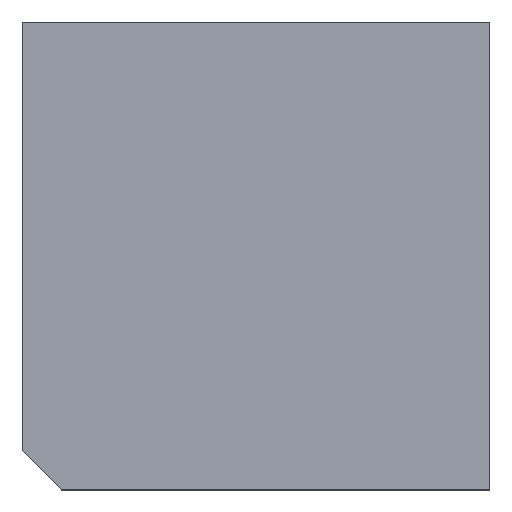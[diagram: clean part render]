
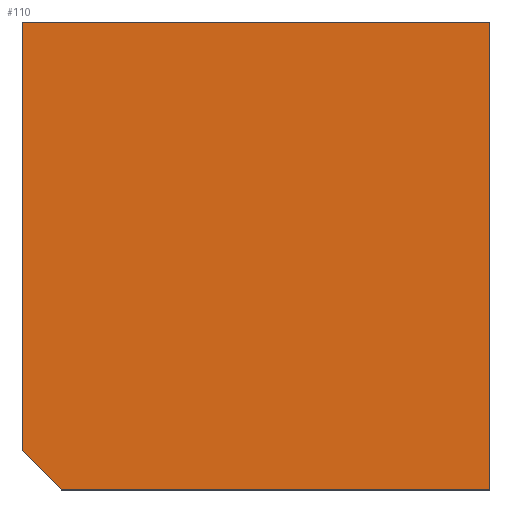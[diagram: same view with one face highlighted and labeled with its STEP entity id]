
A CAD part, top view. The second image highlights one B-rep face of the part: STEP entity #110.
In plain terms, the highlighted planar face has unit normal (0, 0, 1).
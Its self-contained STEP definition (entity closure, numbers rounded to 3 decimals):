
#46 = VERTEX_POINT('',#47);
#47 = CARTESIAN_POINT('',(-14.73,-12.23,1.5));
#62 = VERTEX_POINT('',#63);
#63 = CARTESIAN_POINT('',(-14.73,14.73,1.5));
#69 = EDGE_CURVE('',#46,#62,#70,.T.);
#70 = LINE('',#71,#72);
#71 = CARTESIAN_POINT('',(-14.73,-14.73,1.5));
#72 = VECTOR('',#73,1.);
#73 = DIRECTION('',(-0.,1.,0.));
#84 = EDGE_CURVE('',#46,#85,#87,.T.);
#85 = VERTEX_POINT('',#86);
#86 = CARTESIAN_POINT('',(-12.23,-14.73,1.5));
#87 = LINE('',#88,#89);
#88 = CARTESIAN_POINT('',(-14.73,-12.23,1.5));
#89 = VECTOR('',#90,1.);
#90 = DIRECTION('',(0.707,-0.707,0.));
#110 = ADVANCED_FACE('',(#111),#137,.T.);
#111 = FACE_BOUND('',#112,.T.);
#112 = EDGE_LOOP('',(#113,#114,#115,#123,#131));
#113 = ORIENTED_EDGE('',*,*,#69,.F.);
#114 = ORIENTED_EDGE('',*,*,#84,.T.);
#115 = ORIENTED_EDGE('',*,*,#116,.T.);
#116 = EDGE_CURVE('',#85,#117,#119,.T.);
#117 = VERTEX_POINT('',#118);
#118 = CARTESIAN_POINT('',(14.73,-14.73,1.5));
#119 = LINE('',#120,#121);
#120 = CARTESIAN_POINT('',(-14.73,-14.73,1.5));
#121 = VECTOR('',#122,1.);
#122 = DIRECTION('',(1.,0.,-0.));
#123 = ORIENTED_EDGE('',*,*,#124,.T.);
#124 = EDGE_CURVE('',#117,#125,#127,.T.);
#125 = VERTEX_POINT('',#126);
#126 = CARTESIAN_POINT('',(14.73,14.73,1.5));
#127 = LINE('',#128,#129);
#128 = CARTESIAN_POINT('',(14.73,-14.73,1.5));
#129 = VECTOR('',#130,1.);
#130 = DIRECTION('',(-0.,1.,0.));
#131 = ORIENTED_EDGE('',*,*,#132,.F.);
#132 = EDGE_CURVE('',#62,#125,#133,.T.);
#133 = LINE('',#134,#135);
#134 = CARTESIAN_POINT('',(-14.73,14.73,1.5));
#135 = VECTOR('',#136,1.);
#136 = DIRECTION('',(1.,0.,-0.));
#137 = PLANE('',#138);
#138 = AXIS2_PLACEMENT_3D('',#139,#140,#141);
#139 = CARTESIAN_POINT('',(-14.73,-14.73,1.5));
#140 = DIRECTION('',(0.,0.,1.));
#141 = DIRECTION('',(1.,0.,-0.));
